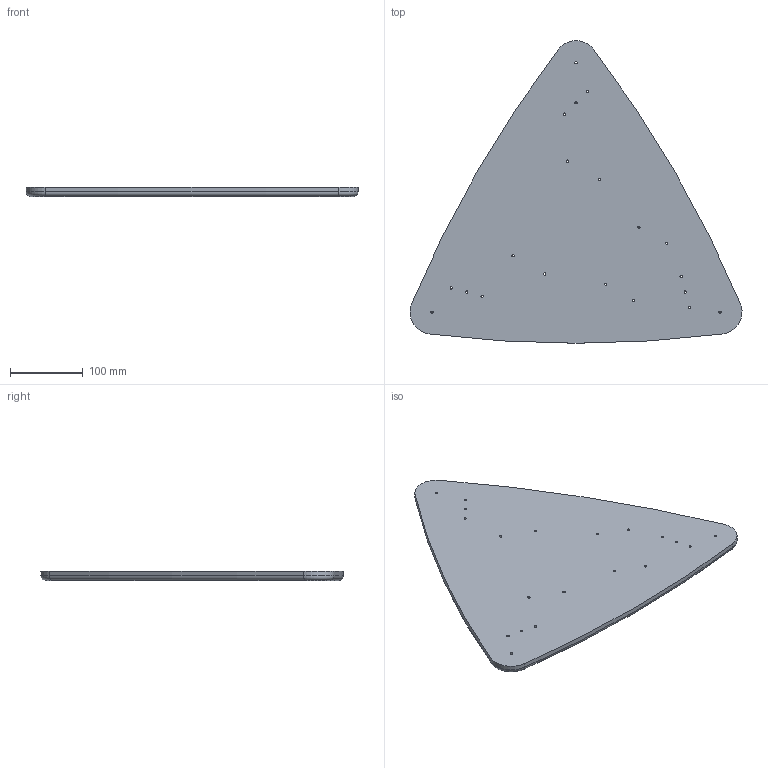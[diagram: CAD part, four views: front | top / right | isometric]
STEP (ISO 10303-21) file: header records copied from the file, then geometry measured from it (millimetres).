
FILE_DESCRIPTION((''),'2;1');
FILE_NAME('_BOTTOM PLATE.ipt.step','2013-12-08T06:22:33',(''),(''),'Autodesk Inventor 2013','Autodesk Inventor 2013','');
FILE_SCHEMA(('AUTOMOTIVE_DESIGN { 1 0 10303 214 1 1 1 1 }'));
Length unit declared in the file: millimetre
Products named in the file (1): _BOTTOM PLATE
Bounding box: 455.75 x 415.26 x 12.5 mm (x, y, z)
Volume: 1440950.5 mm3; surface area: 248396.1 mm2
Topology: 1 solids, 1 shells, 34 faces, 90 edges, 58 vertices
Faces by surface type: cylinder 26, torus 6, plane 2
Full cylindrical faces by diameter (mm): 3 x4, 3.175 x6, 3.2 x6, 3.242 x4
Entity records: 1096 total; most frequent: DIRECTION 204, CARTESIAN_POINT 163, ORIENTED_EDGE 140, AXIS2_PLACEMENT_3D 99, EDGE_LOOP 94, EDGE_CURVE 70, CIRCLE 64, FACE_BOUND 60
